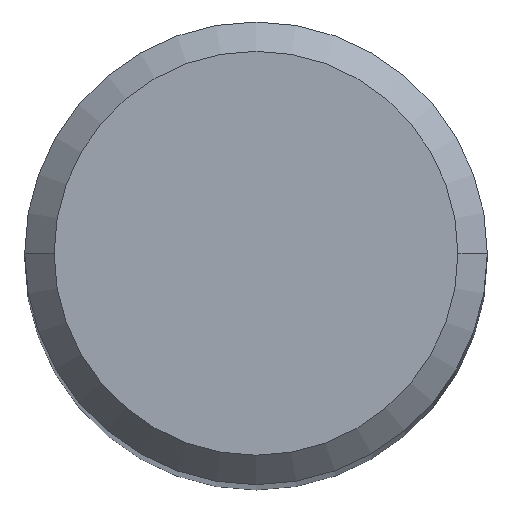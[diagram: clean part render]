
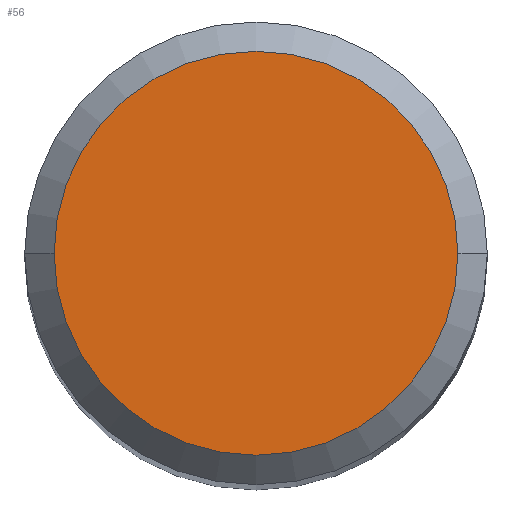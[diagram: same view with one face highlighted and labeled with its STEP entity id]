
A CAD part, top view. The second image highlights one B-rep face of the part: STEP entity #56.
In plain terms, the highlighted planar face has unit normal (0, 0, 1).
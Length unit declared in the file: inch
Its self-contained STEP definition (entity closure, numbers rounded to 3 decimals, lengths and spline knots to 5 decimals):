
#12 = FACE_OUTER_BOUND ( 'NONE', #198, .T. ) ;
#19 = CARTESIAN_POINT ( 'NONE',  ( 0., 0., 2.24409 ) ) ;
#25 = VERTEX_POINT ( 'NONE', #242 ) ;
#30 = CARTESIAN_POINT ( 'NONE',  ( 0., 0., 2.24409 ) ) ;
#50 = ORIENTED_EDGE ( 'NONE', *, *, #142, .T. ) ;
#56 = ADVANCED_FACE ( 'NONE', ( #12 ), #223, .T. ) ;
#81 = DIRECTION ( 'NONE',  ( 0., 0., 1. ) ) ;
#112 = AXIS2_PLACEMENT_3D ( 'NONE', #30, #81, #267 ) ;
#114 = DIRECTION ( 'NONE',  ( 0., 0., 1. ) ) ;
#131 = VERTEX_POINT ( 'NONE', #193 ) ;
#139 = DIRECTION ( 'NONE',  ( 1., 0., 0. ) ) ;
#142 = EDGE_CURVE ( 'NONE', #131, #25, #235, .T. ) ;
#154 = AXIS2_PLACEMENT_3D ( 'NONE', #164, #165, #139 ) ;
#158 = ORIENTED_EDGE ( 'NONE', *, *, #241, .T. ) ;
#164 = CARTESIAN_POINT ( 'NONE',  ( 0., 0., 2.24409 ) ) ;
#165 = DIRECTION ( 'NONE',  ( 0., 0., 1. ) ) ;
#180 = AXIS2_PLACEMENT_3D ( 'NONE', #19, #114, #287 ) ;
#193 = CARTESIAN_POINT ( 'NONE',  ( -0.10311, 0., 2.24409 ) ) ;
#198 = EDGE_LOOP ( 'NONE', ( #50, #158 ) ) ;
#209 = CIRCLE ( 'NONE', #154, 0.10311 ) ;
#223 = PLANE ( 'NONE',  #112 ) ;
#235 = CIRCLE ( 'NONE', #180, 0.10311 ) ;
#241 = EDGE_CURVE ( 'NONE', #25, #131, #209, .T. ) ;
#242 = CARTESIAN_POINT ( 'NONE',  ( 0.10311, 0., 2.24409 ) ) ;
#267 = DIRECTION ( 'NONE',  ( 1., 0., 0. ) ) ;
#287 = DIRECTION ( 'NONE',  ( 1., 0., 0. ) ) ;
